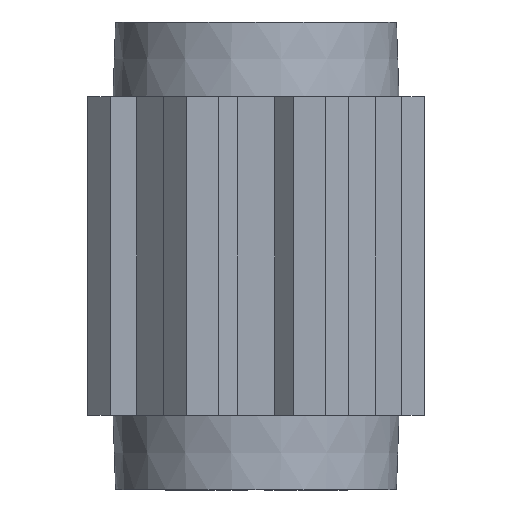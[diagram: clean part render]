
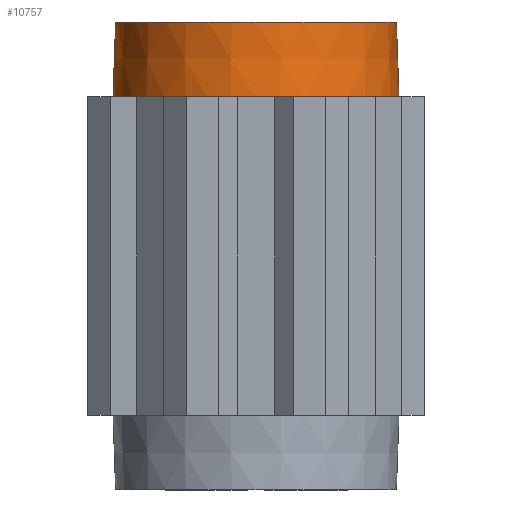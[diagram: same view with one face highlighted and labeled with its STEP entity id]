
A CAD part, front view. The second image highlights one B-rep face of the part: STEP entity #10757.
In plain terms, the highlighted conical face has half-angle 2 degrees and reference radius 7.5 mm.
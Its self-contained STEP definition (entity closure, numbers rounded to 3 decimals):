
#23=CONICAL_SURFACE('',#11320,7.5,0.035);
#933=LINE('',#17247,#2207);
#2207=VECTOR('',#12583,7.5);
#3295=FACE_OUTER_BOUND('',#3897,.T.);
#3897=EDGE_LOOP('',(#8282,#8283,#8284,#8285));
#4266=CIRCLE('',#11316,7.5);
#4267=CIRCLE('',#11321,7.64);
#4758=VERTEX_POINT('',#17239);
#4759=VERTEX_POINT('',#17245);
#6039=EDGE_CURVE('',#4758,#4758,#4266,.T.);
#6040=EDGE_CURVE('',#4759,#4759,#4267,.T.);
#6041=EDGE_CURVE('',#4759,#4758,#933,.T.);
#8282=ORIENTED_EDGE('',*,*,#6040,.F.);
#8283=ORIENTED_EDGE('',*,*,#6041,.T.);
#8284=ORIENTED_EDGE('',*,*,#6039,.F.);
#8285=ORIENTED_EDGE('',*,*,#6041,.F.);
#10757=ADVANCED_FACE('',(#3295),#23,.T.);
#11316=AXIS2_PLACEMENT_3D('',#17240,#12571,#12572);
#11320=AXIS2_PLACEMENT_3D('',#17244,#12579,#12580);
#11321=AXIS2_PLACEMENT_3D('',#17246,#12581,#12582);
#12571=DIRECTION('center_axis',(0.,0.,1.));
#12572=DIRECTION('ref_axis',(1.,0.,0.));
#12579=DIRECTION('center_axis',(0.,0.,-1.));
#12580=DIRECTION('ref_axis',(1.,0.,0.));
#12581=DIRECTION('center_axis',(0.,0.,-1.));
#12582=DIRECTION('ref_axis',(1.,0.,0.));
#12583=DIRECTION('',(0.035,0.,0.999));
#17239=CARTESIAN_POINT('',(-7.5,0.,25.));
#17240=CARTESIAN_POINT('Origin',(0.,0.,25.));
#17244=CARTESIAN_POINT('Origin',(0.,0.,25.));
#17245=CARTESIAN_POINT('',(-7.64,0.,21.));
#17246=CARTESIAN_POINT('Origin',(0.,0.,21.));
#17247=CARTESIAN_POINT('',(-7.5,0.,25.));
